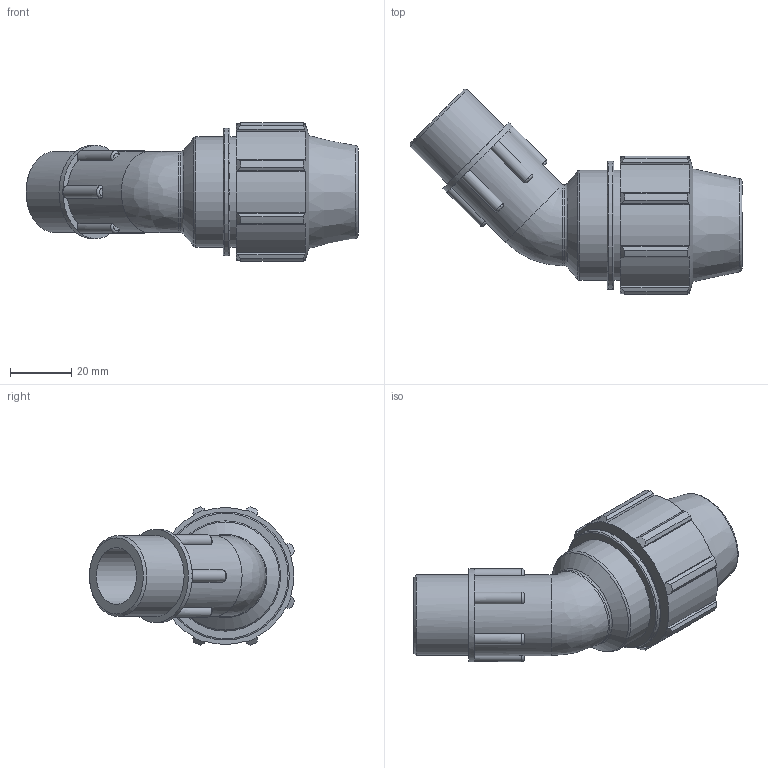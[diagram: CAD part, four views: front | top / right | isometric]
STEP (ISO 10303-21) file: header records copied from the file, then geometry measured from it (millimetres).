
FILE_DESCRIPTION(/* description */ ('PLASSON 45° ELBOW MALE ADAPTOR 20-3/4"'),/* implementation_level */ '2;1');
FILE_NAME(/* name */ '074500020007_184500020007_0745060200070A.ipt.stp',/* time_stamp */ '2017-06-06T17:16:56+03:00',/* author */ ('KIM'),/* organization */ (''),/* preprocessor_version */ 'ST-DEVELOPER v15.6',/* originating_system */ 'Autodesk Inventor 2015',/* authorisation */ '');
FILE_SCHEMA (('AUTOMOTIVE_DESIGN { 1 0 10303 214 3 1 1 }'));
Length unit declared in the file: millimetre
Products named in the file (1): 074500020007_184500020007_0745060200070A
Bounding box: 108.32 x 66.9 x 45.16 mm (x, y, z)
Volume: 68167.1 mm3; surface area: 22175 mm2
Topology: 1 solids, 1 shells, 111 faces, 292 edges, 187 vertices
Faces by surface type: plane 52, cylinder 32, cone 14, torus 12, bspline 1
Full cylindrical faces by diameter (mm): 18.509 x2, 20 x1, 26.441 x3, 30.407 x1, 36 x2, 41.76 x1
Entity records: 3505 total; most frequent: CARTESIAN_POINT 779, DIRECTION 552, ORIENTED_EDGE 526, EDGE_CURVE 263, AXIS2_PLACEMENT_3D 222, VERTEX_POINT 182, EDGE_LOOP 141, STYLED_ITEM 112
